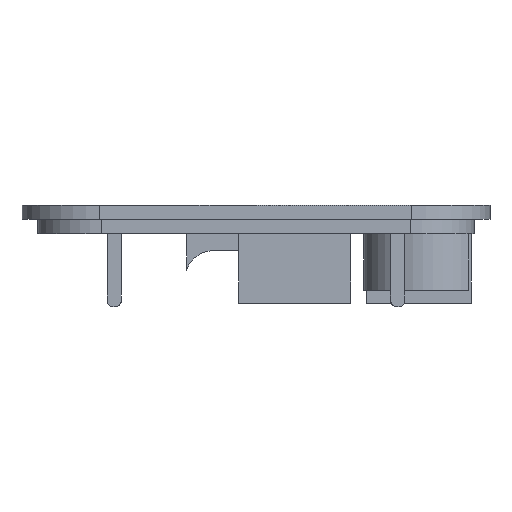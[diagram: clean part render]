
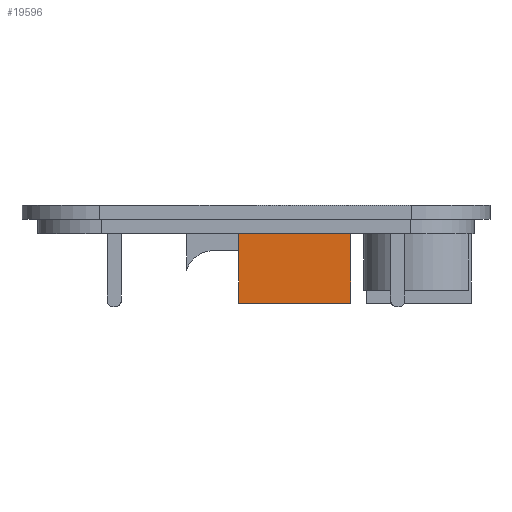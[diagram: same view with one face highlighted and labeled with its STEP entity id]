
A CAD part, left-side view. The second image highlights one B-rep face of the part: STEP entity #19596.
In plain terms, the highlighted planar face has unit normal (-1, 0, 0).
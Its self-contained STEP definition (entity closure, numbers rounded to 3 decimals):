
#19480 = EDGE_CURVE('',#19481,#19483,#19485,.T.);
#19481 = VERTEX_POINT('',#19482);
#19482 = CARTESIAN_POINT('',(-20.22,-6.68,10.));
#19483 = VERTEX_POINT('',#19484);
#19484 = CARTESIAN_POINT('',(-20.22,-6.68,5.1));
#19485 = SURFACE_CURVE('',#19486,(#19490,#19502),.PCURVE_S1.);
#19486 = LINE('',#19487,#19488);
#19487 = CARTESIAN_POINT('',(-20.22,-6.68,10.));
#19488 = VECTOR('',#19489,1.);
#19489 = DIRECTION('',(-0.,-0.,-1.));
#19490 = PCURVE('',#19491,#19496);
#19491 = PLANE('',#19492);
#19492 = AXIS2_PLACEMENT_3D('',#19493,#19494,#19495);
#19493 = CARTESIAN_POINT('',(-20.22,-6.68,10.));
#19494 = DIRECTION('',(0.,-1.,0.));
#19495 = DIRECTION('',(1.,0.,0.));
#19496 = DEFINITIONAL_REPRESENTATION('',(#19497),#19501);
#19497 = LINE('',#19498,#19499);
#19498 = CARTESIAN_POINT('',(0.,0.));
#19499 = VECTOR('',#19500,1.);
#19500 = DIRECTION('',(0.,-1.));
#19501 = ( GEOMETRIC_REPRESENTATION_CONTEXT(2) 
PARAMETRIC_REPRESENTATION_CONTEXT() REPRESENTATION_CONTEXT('2D SPACE',''
  ) );
#19502 = PCURVE('',#19503,#19508);
#19503 = PLANE('',#19504);
#19504 = AXIS2_PLACEMENT_3D('',#19505,#19506,#19507);
#19505 = CARTESIAN_POINT('',(-20.22,1.22,10.));
#19506 = DIRECTION('',(-1.,0.,0.));
#19507 = DIRECTION('',(0.,-1.,0.));
#19508 = DEFINITIONAL_REPRESENTATION('',(#19509),#19513);
#19509 = LINE('',#19510,#19511);
#19510 = CARTESIAN_POINT('',(7.9,0.));
#19511 = VECTOR('',#19512,1.);
#19512 = DIRECTION('',(0.,-1.));
#19513 = ( GEOMETRIC_REPRESENTATION_CONTEXT(2) 
PARAMETRIC_REPRESENTATION_CONTEXT() REPRESENTATION_CONTEXT('2D SPACE',''
  ) );
#19531 = PLANE('',#19532);
#19532 = AXIS2_PLACEMENT_3D('',#19533,#19534,#19535);
#19533 = CARTESIAN_POINT('',(-16.52,-2.73,5.1));
#19534 = DIRECTION('',(0.,0.,1.));
#19535 = DIRECTION('',(1.,0.,0.));
#19585 = PLANE('',#19586);
#19586 = AXIS2_PLACEMENT_3D('',#19587,#19588,#19589);
#19587 = CARTESIAN_POINT('',(-16.52,-2.73,10.));
#19588 = DIRECTION('',(0.,0.,1.));
#19589 = DIRECTION('',(1.,0.,0.));
#19596 = ADVANCED_FACE('',(#19597),#19503,.T.);
#19597 = FACE_BOUND('',#19598,.T.);
#19598 = EDGE_LOOP('',(#19599,#19629,#19650,#19651));
#19599 = ORIENTED_EDGE('',*,*,#19600,.T.);
#19600 = EDGE_CURVE('',#19601,#19603,#19605,.T.);
#19601 = VERTEX_POINT('',#19602);
#19602 = CARTESIAN_POINT('',(-20.22,1.22,10.));
#19603 = VERTEX_POINT('',#19604);
#19604 = CARTESIAN_POINT('',(-20.22,1.22,5.1));
#19605 = SURFACE_CURVE('',#19606,(#19610,#19617),.PCURVE_S1.);
#19606 = LINE('',#19607,#19608);
#19607 = CARTESIAN_POINT('',(-20.22,1.22,10.));
#19608 = VECTOR('',#19609,1.);
#19609 = DIRECTION('',(-0.,-0.,-1.));
#19610 = PCURVE('',#19503,#19611);
#19611 = DEFINITIONAL_REPRESENTATION('',(#19612),#19616);
#19612 = LINE('',#19613,#19614);
#19613 = CARTESIAN_POINT('',(0.,0.));
#19614 = VECTOR('',#19615,1.);
#19615 = DIRECTION('',(0.,-1.));
#19616 = ( GEOMETRIC_REPRESENTATION_CONTEXT(2) 
PARAMETRIC_REPRESENTATION_CONTEXT() REPRESENTATION_CONTEXT('2D SPACE',''
  ) );
#19617 = PCURVE('',#19618,#19623);
#19618 = PLANE('',#19619);
#19619 = AXIS2_PLACEMENT_3D('',#19620,#19621,#19622);
#19620 = CARTESIAN_POINT('',(-12.82,1.22,10.));
#19621 = DIRECTION('',(0.,1.,0.));
#19622 = DIRECTION('',(-1.,0.,0.));
#19623 = DEFINITIONAL_REPRESENTATION('',(#19624),#19628);
#19624 = LINE('',#19625,#19626);
#19625 = CARTESIAN_POINT('',(7.4,0.));
#19626 = VECTOR('',#19627,1.);
#19627 = DIRECTION('',(0.,-1.));
#19628 = ( GEOMETRIC_REPRESENTATION_CONTEXT(2) 
PARAMETRIC_REPRESENTATION_CONTEXT() REPRESENTATION_CONTEXT('2D SPACE',''
  ) );
#19629 = ORIENTED_EDGE('',*,*,#19630,.T.);
#19630 = EDGE_CURVE('',#19603,#19483,#19631,.T.);
#19631 = SURFACE_CURVE('',#19632,(#19636,#19643),.PCURVE_S1.);
#19632 = LINE('',#19633,#19634);
#19633 = CARTESIAN_POINT('',(-20.22,1.22,5.1));
#19634 = VECTOR('',#19635,1.);
#19635 = DIRECTION('',(0.,-1.,0.));
#19636 = PCURVE('',#19503,#19637);
#19637 = DEFINITIONAL_REPRESENTATION('',(#19638),#19642);
#19638 = LINE('',#19639,#19640);
#19639 = CARTESIAN_POINT('',(0.,-4.9));
#19640 = VECTOR('',#19641,1.);
#19641 = DIRECTION('',(1.,0.));
#19642 = ( GEOMETRIC_REPRESENTATION_CONTEXT(2) 
PARAMETRIC_REPRESENTATION_CONTEXT() REPRESENTATION_CONTEXT('2D SPACE',''
  ) );
#19643 = PCURVE('',#19531,#19644);
#19644 = DEFINITIONAL_REPRESENTATION('',(#19645),#19649);
#19645 = LINE('',#19646,#19647);
#19646 = CARTESIAN_POINT('',(-3.7,3.95));
#19647 = VECTOR('',#19648,1.);
#19648 = DIRECTION('',(0.,-1.));
#19649 = ( GEOMETRIC_REPRESENTATION_CONTEXT(2) 
PARAMETRIC_REPRESENTATION_CONTEXT() REPRESENTATION_CONTEXT('2D SPACE',''
  ) );
#19650 = ORIENTED_EDGE('',*,*,#19480,.F.);
#19651 = ORIENTED_EDGE('',*,*,#19652,.F.);
#19652 = EDGE_CURVE('',#19601,#19481,#19653,.T.);
#19653 = SURFACE_CURVE('',#19654,(#19658,#19665),.PCURVE_S1.);
#19654 = LINE('',#19655,#19656);
#19655 = CARTESIAN_POINT('',(-20.22,1.22,10.));
#19656 = VECTOR('',#19657,1.);
#19657 = DIRECTION('',(0.,-1.,0.));
#19658 = PCURVE('',#19503,#19659);
#19659 = DEFINITIONAL_REPRESENTATION('',(#19660),#19664);
#19660 = LINE('',#19661,#19662);
#19661 = CARTESIAN_POINT('',(0.,0.));
#19662 = VECTOR('',#19663,1.);
#19663 = DIRECTION('',(1.,0.));
#19664 = ( GEOMETRIC_REPRESENTATION_CONTEXT(2) 
PARAMETRIC_REPRESENTATION_CONTEXT() REPRESENTATION_CONTEXT('2D SPACE',''
  ) );
#19665 = PCURVE('',#19585,#19666);
#19666 = DEFINITIONAL_REPRESENTATION('',(#19667),#19671);
#19667 = LINE('',#19668,#19669);
#19668 = CARTESIAN_POINT('',(-3.7,3.95));
#19669 = VECTOR('',#19670,1.);
#19670 = DIRECTION('',(0.,-1.));
#19671 = ( GEOMETRIC_REPRESENTATION_CONTEXT(2) 
PARAMETRIC_REPRESENTATION_CONTEXT() REPRESENTATION_CONTEXT('2D SPACE',''
  ) );
